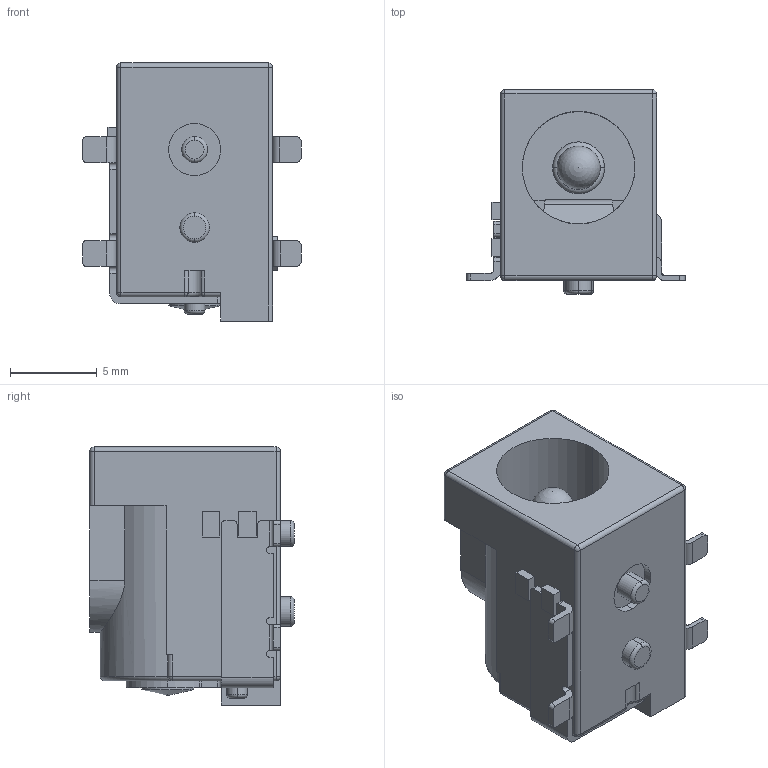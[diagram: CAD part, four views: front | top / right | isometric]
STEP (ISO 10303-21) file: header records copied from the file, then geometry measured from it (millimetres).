
FILE_DESCRIPTION (( 'STEP AP214' ), '1' );
FILE_NAME ('CUI_DEVICES_PJ-002BH-SMT-TR.step', '2024-02-15T16:56:40', ( '' ), ( '' ), 'SwSTEP 2.0', 'SolidWorks 2023', '' );
FILE_SCHEMA (( 'AUTOMOTIVE_DESIGN' ));
Length unit declared in the file: millimetre
Products named in the file (1): CUI_DEVICES_PJ-002BH-SMT-TR
Bounding box: 12.6 x 11.8 x 14.9 mm (x, y, z)
Volume: 814.9 mm3; surface area: 1588.1 mm2
Topology: 1 solids, 4 shells, 358 faces, 958 edges, 592 vertices
Faces by surface type: plane 189, cylinder 125, torus 16, sphere 14, bspline 12, cone 2
Entity records: 11783 total; most frequent: CARTESIAN_POINT 2853, ORIENTED_EDGE 1888, DIRECTION 1836, EDGE_CURVE 944, LINE 632, VECTOR 632, AXIS2_PLACEMENT_3D 602, VERTEX_POINT 591
